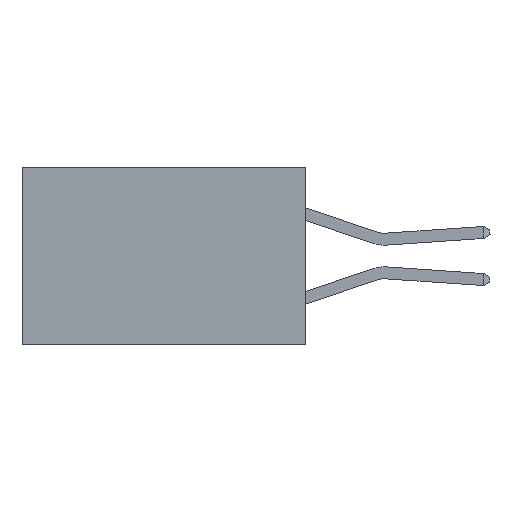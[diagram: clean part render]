
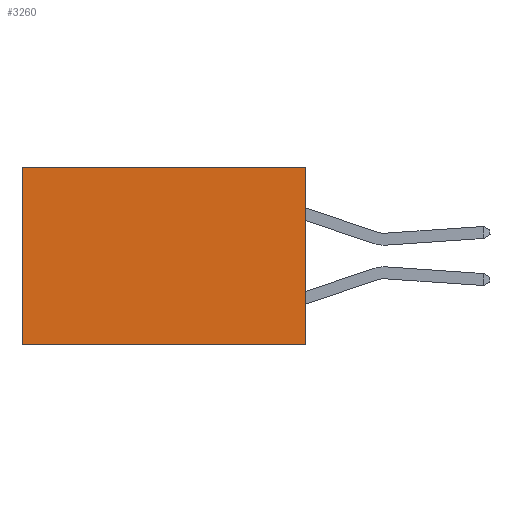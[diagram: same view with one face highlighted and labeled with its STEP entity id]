
A CAD part, left-side view. The second image highlights one B-rep face of the part: STEP entity #3260.
In plain terms, the highlighted planar face has unit normal (-1, 0, 0).
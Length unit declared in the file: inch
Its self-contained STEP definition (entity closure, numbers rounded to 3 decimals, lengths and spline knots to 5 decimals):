
#964 = DIRECTION ( 'NONE',  ( 0., 0., -1. ) ) ;
#1326 = EDGE_CURVE ( 'NONE', #15524, #2523, #8883, .T. ) ;
#1578 = ORIENTED_EDGE ( 'NONE', *, *, #15362, .T. ) ;
#2334 = ORIENTED_EDGE ( 'NONE', *, *, #4259, .F. ) ;
#2523 = VERTEX_POINT ( 'NONE', #8214 ) ;
#2948 = EDGE_LOOP ( 'NONE', ( #1578, #2334, #4507, #10504 ) ) ;
#3220 = CARTESIAN_POINT ( 'NONE',  ( 0.277, 0., -0.37 ) ) ;
#3260 = ADVANCED_FACE ( 'NONE', ( #8803 ), #10490, .F. ) ;
#3815 = VECTOR ( 'NONE', #16795, 39.37008 ) ;
#3843 = CARTESIAN_POINT ( 'NONE',  ( 0.277, 0., 0. ) ) ;
#4048 = DIRECTION ( 'NONE',  ( 1., 0., 0. ) ) ;
#4259 = EDGE_CURVE ( 'NONE', #16158, #18045, #14704, .T. ) ;
#4282 = DIRECTION ( 'NONE',  ( 0., 1., 0. ) ) ;
#4507 = ORIENTED_EDGE ( 'NONE', *, *, #17651, .F. ) ;
#4800 = VECTOR ( 'NONE', #4282, 39.37008 ) ;
#7034 = CARTESIAN_POINT ( 'NONE',  ( 0.277, 0.59, -0.37 ) ) ;
#8214 = CARTESIAN_POINT ( 'NONE',  ( 0.277, 0.59, 0. ) ) ;
#8416 = LINE ( 'NONE', #18171, #3815 ) ;
#8541 = VECTOR ( 'NONE', #14965, 39.37008 ) ;
#8803 = FACE_OUTER_BOUND ( 'NONE', #2948, .T. ) ;
#8883 = LINE ( 'NONE', #3843, #4800 ) ;
#9816 = CARTESIAN_POINT ( 'NONE',  ( 0.277, 0., -0.37 ) ) ;
#10490 = PLANE ( 'NONE',  #12031 ) ;
#10504 = ORIENTED_EDGE ( 'NONE', *, *, #1326, .T. ) ;
#10863 = VECTOR ( 'NONE', #18104, 39.37008 ) ;
#12031 = AXIS2_PLACEMENT_3D ( 'NONE', #9816, #4048, #964 ) ;
#14704 = LINE ( 'NONE', #3220, #10863 ) ;
#14965 = DIRECTION ( 'NONE',  ( 0., 0., -1. ) ) ;
#15362 = EDGE_CURVE ( 'NONE', #2523, #18045, #8416, .T. ) ;
#15524 = VERTEX_POINT ( 'NONE', #18460 ) ;
#15853 = CARTESIAN_POINT ( 'NONE',  ( 0.277, 0., -0.37 ) ) ;
#16158 = VERTEX_POINT ( 'NONE', #15853 ) ;
#16201 = LINE ( 'NONE', #16368, #8541 ) ;
#16368 = CARTESIAN_POINT ( 'NONE',  ( 0.277, 0., -0.37 ) ) ;
#16795 = DIRECTION ( 'NONE',  ( 0., 0., -1. ) ) ;
#17651 = EDGE_CURVE ( 'NONE', #15524, #16158, #16201, .T. ) ;
#18045 = VERTEX_POINT ( 'NONE', #7034 ) ;
#18104 = DIRECTION ( 'NONE',  ( 0., 1., 0. ) ) ;
#18171 = CARTESIAN_POINT ( 'NONE',  ( 0.277, 0.59, -0.37 ) ) ;
#18460 = CARTESIAN_POINT ( 'NONE',  ( 0.277, 0., 0. ) ) ;
